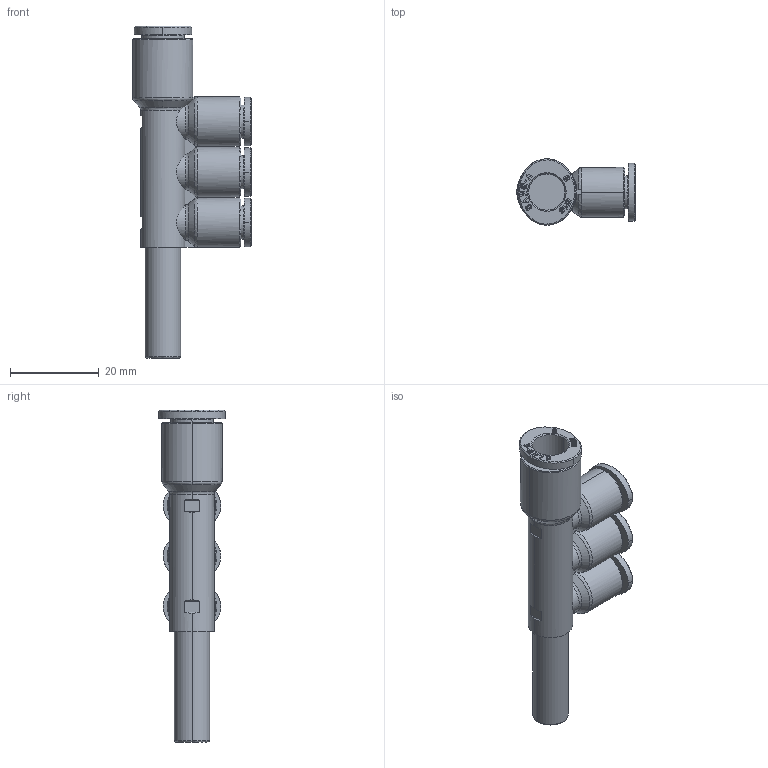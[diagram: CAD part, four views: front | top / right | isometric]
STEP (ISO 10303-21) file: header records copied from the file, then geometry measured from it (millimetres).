
FILE_DESCRIPTION (( 'STEP AP214' ), '1' );
FILE_NAME ('PKJ08-06.stp', '2015-08-24T09:56:37', ( '' ), ( '' ), 'SwSTEP 2.0', 'SolidWorks 2015', '' );
FILE_SCHEMA (( 'AUTOMOTIVE_DESIGN' ));
Length unit declared in the file: millimetre
Products named in the file (2): ｦ+ﾃｦ2; PKJ08-06
Assembly tree (1 placements, depth 2):
  PKJ08-06
    ｦ+ﾃｦ2
Bounding box: 26.75 x 15 x 75 mm (x, y, z)
Volume: 8164.8 mm3; surface area: 6274.1 mm2
Topology: 1 solids, 1 shells, 1104 faces, 3087 edges, 2044 vertices
Faces by surface type: plane 864, bspline 136, cylinder 69, cone 27, torus 8
Entity records: 40415 total; most frequent: CARTESIAN_POINT 12402, ORIENTED_EDGE 6174, DIRECTION 4849, EDGE_CURVE 3087, LINE 2541, VECTOR 2541, VERTEX_POINT 2044, EDGE_LOOP 1163
